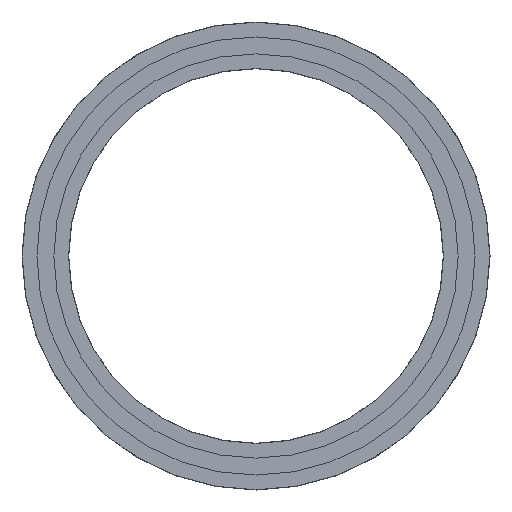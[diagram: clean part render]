
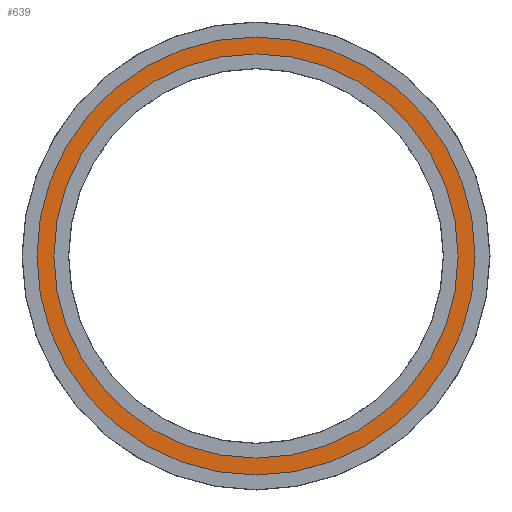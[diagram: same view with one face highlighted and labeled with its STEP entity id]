
A CAD part, front view. The second image highlights one B-rep face of the part: STEP entity #639.
In plain terms, the highlighted planar face has unit normal (0, -1, 0).
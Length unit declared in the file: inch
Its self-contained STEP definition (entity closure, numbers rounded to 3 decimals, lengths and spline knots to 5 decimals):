
#3 = DIRECTION ( 'NONE',  ( 0., 0., -1. ) ) ;
#7 = ORIENTED_EDGE ( 'NONE', *, *, #583, .T. ) ;
#18 = AXIS2_PLACEMENT_3D ( 'NONE', #638, #634, #3 ) ;
#39 = CARTESIAN_POINT ( 'NONE',  ( 0., -0.14625, -1.3495 ) ) ;
#44 = CARTESIAN_POINT ( 'NONE',  ( 0., -0.14625, 0. ) ) ;
#65 = ORIENTED_EDGE ( 'NONE', *, *, #107, .T. ) ;
#91 = AXIS2_PLACEMENT_3D ( 'NONE', #489, #433, #726 ) ;
#106 = CIRCLE ( 'NONE', #174, 1.4625 ) ;
#107 = EDGE_CURVE ( 'NONE', #645, #199, #415, .T. ) ;
#111 = DIRECTION ( 'NONE',  ( 0., 0., 1. ) ) ;
#150 = DIRECTION ( 'NONE',  ( 0., 1., 0. ) ) ;
#158 = EDGE_LOOP ( 'NONE', ( #65, #7 ) ) ;
#164 = CARTESIAN_POINT ( 'NONE',  ( 0., -0.14625, 0. ) ) ;
#174 = AXIS2_PLACEMENT_3D ( 'NONE', #164, #334, #111 ) ;
#175 = CARTESIAN_POINT ( 'NONE',  ( 0., -0.14625, -1.4625 ) ) ;
#199 = VERTEX_POINT ( 'NONE', #39 ) ;
#200 = FACE_BOUND ( 'NONE', #158, .T. ) ;
#214 = DIRECTION ( 'NONE',  ( 0., 1., 0. ) ) ;
#228 = FACE_OUTER_BOUND ( 'NONE', #550, .T. ) ;
#259 = DIRECTION ( 'NONE',  ( 0., 0., 1. ) ) ;
#262 = CARTESIAN_POINT ( 'NONE',  ( 0., -0.14625, 0. ) ) ;
#288 = PLANE ( 'NONE',  #18 ) ;
#334 = DIRECTION ( 'NONE',  ( 0., 1., 0. ) ) ;
#415 = CIRCLE ( 'NONE', #703, 1.3495 ) ;
#433 = DIRECTION ( 'NONE',  ( 0., 1., 0. ) ) ;
#461 = ORIENTED_EDGE ( 'NONE', *, *, #505, .F. ) ;
#479 = AXIS2_PLACEMENT_3D ( 'NONE', #262, #214, #259 ) ;
#489 = CARTESIAN_POINT ( 'NONE',  ( 0., -0.14625, 0. ) ) ;
#505 = EDGE_CURVE ( 'NONE', #682, #637, #695, .T. ) ;
#550 = EDGE_LOOP ( 'NONE', ( #735, #461 ) ) ;
#552 = CARTESIAN_POINT ( 'NONE',  ( 0., -0.14625, 1.4625 ) ) ;
#565 = DIRECTION ( 'NONE',  ( 0., 0., 1. ) ) ;
#583 = EDGE_CURVE ( 'NONE', #199, #645, #650, .T. ) ;
#634 = DIRECTION ( 'NONE',  ( 0., -1., 0. ) ) ;
#637 = VERTEX_POINT ( 'NONE', #552 ) ;
#638 = CARTESIAN_POINT ( 'NONE',  ( 0., -0.14625, 1.4625 ) ) ;
#639 = ADVANCED_FACE ( 'NONE', ( #200, #228 ), #288, .T. ) ;
#645 = VERTEX_POINT ( 'NONE', #696 ) ;
#650 = CIRCLE ( 'NONE', #91, 1.3495 ) ;
#682 = VERTEX_POINT ( 'NONE', #175 ) ;
#695 = CIRCLE ( 'NONE', #479, 1.4625 ) ;
#696 = CARTESIAN_POINT ( 'NONE',  ( 0., -0.14625, 1.3495 ) ) ;
#703 = AXIS2_PLACEMENT_3D ( 'NONE', #44, #150, #565 ) ;
#724 = EDGE_CURVE ( 'NONE', #637, #682, #106, .T. ) ;
#726 = DIRECTION ( 'NONE',  ( 0., 0., 1. ) ) ;
#735 = ORIENTED_EDGE ( 'NONE', *, *, #724, .F. ) ;
